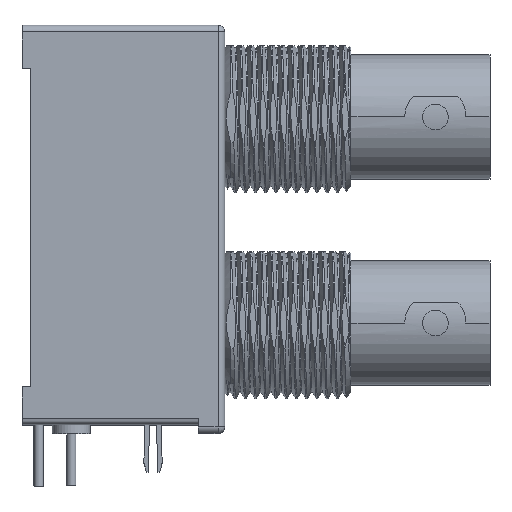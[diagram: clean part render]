
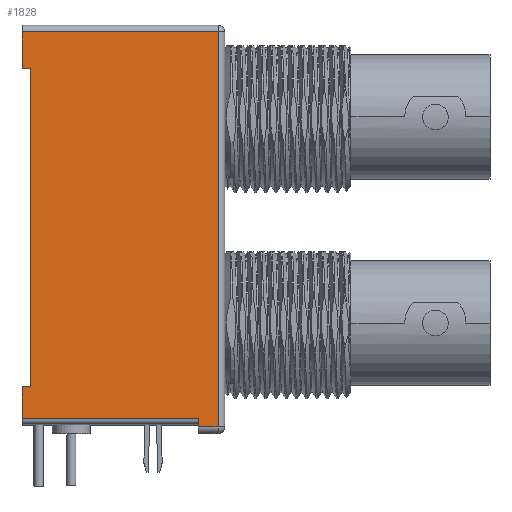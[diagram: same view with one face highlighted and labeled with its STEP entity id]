
A CAD part, top view. The second image highlights one B-rep face of the part: STEP entity #1828.
In plain terms, the highlighted planar face has unit normal (0, 0, 1).
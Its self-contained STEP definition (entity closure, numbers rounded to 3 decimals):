
#41=DIRECTION('',(0.,-1.,0.));
#42=VECTOR('',#41,24.714);
#43=CARTESIAN_POINT('',(0.,12.154,7.2));
#44=LINE('',#43,#42);
#248=DIRECTION('',(0.,1.,0.));
#249=VECTOR('',#248,2.845);
#250=CARTESIAN_POINT('',(-0.635,12.154,7.2));
#251=LINE('',#250,#249);
#355=DIRECTION('',(0.,1.,0.));
#356=VECTOR('',#355,2.438);
#357=CARTESIAN_POINT('',(-0.635,-14.999,7.2));
#358=LINE('',#357,#356);
#364=DIRECTION('',(-1.,0.,0.));
#365=VECTOR('',#364,1.524);
#366=CARTESIAN_POINT('',(14.59,-15.672,7.2));
#367=LINE('',#366,#365);
#368=DIRECTION('',(-1.,0.,0.));
#369=VECTOR('',#368,13.701);
#370=CARTESIAN_POINT('',(13.066,-14.999,7.2));
#371=LINE('',#370,#369);
#372=DIRECTION('',(-1.,0.,0.));
#373=VECTOR('',#372,0.635);
#374=CARTESIAN_POINT('',(0.,12.154,7.2));
#375=LINE('',#374,#373);
#376=DIRECTION('',(1.,0.,0.));
#377=VECTOR('',#376,15.225);
#378=CARTESIAN_POINT('',(-0.635,14.999,7.2));
#379=LINE('',#378,#377);
#380=DIRECTION('',(0.,-1.,0.));
#381=VECTOR('',#380,30.671);
#382=CARTESIAN_POINT('',(14.59,14.999,7.2));
#383=LINE('',#382,#381);
#394=DIRECTION('',(0.,-1.,0.));
#395=VECTOR('',#394,0.673);
#396=CARTESIAN_POINT('',(13.066,-14.999,7.2));
#397=LINE('',#396,#395);
#976=DIRECTION('',(-1.,0.,0.));
#977=VECTOR('',#976,0.635);
#978=CARTESIAN_POINT('',(0.,-12.56,7.2));
#979=LINE('',#978,#977);
#1101=CARTESIAN_POINT('',(14.59,14.999,7.2));
#1102=VERTEX_POINT('',#1101);
#1129=CARTESIAN_POINT('',(-0.635,14.999,7.2));
#1131=VERTEX_POINT('',#1129);
#1141=CARTESIAN_POINT('',(-0.635,12.154,7.2));
#1142=VERTEX_POINT('',#1141);
#1161=CARTESIAN_POINT('',(0.,12.154,7.2));
#1163=VERTEX_POINT('',#1161);
#1173=CARTESIAN_POINT('',(-0.635,-12.56,7.2));
#1175=VERTEX_POINT('',#1173);
#1191=CARTESIAN_POINT('',(0.,-12.56,7.2));
#1193=VERTEX_POINT('',#1191);
#1255=CARTESIAN_POINT('',(13.066,-14.999,7.2));
#1256=CARTESIAN_POINT('',(-0.635,-14.999,7.2));
#1257=VERTEX_POINT('',#1255);
#1258=VERTEX_POINT('',#1256);
#1262=CARTESIAN_POINT('',(13.066,-15.672,7.2));
#1264=VERTEX_POINT('',#1262);
#1265=CARTESIAN_POINT('',(14.59,-15.672,7.2));
#1266=VERTEX_POINT('',#1265);
#1805=CARTESIAN_POINT('',(0.,15.507,7.2));
#1806=DIRECTION('',(0.,0.,1.));
#1807=DIRECTION('',(0.,-1.,0.));
#1808=AXIS2_PLACEMENT_3D('',#1805,#1806,#1807);
#1809=PLANE('',#1808);
#1811=ORIENTED_EDGE('',*,*,#1810,.T.);
#1813=ORIENTED_EDGE('',*,*,#1812,.F.);
#1815=ORIENTED_EDGE('',*,*,#1814,.T.);
#1816=ORIENTED_EDGE('',*,*,#1786,.T.);
#1818=ORIENTED_EDGE('',*,*,#1817,.F.);
#1819=ORIENTED_EDGE('',*,*,#1312,.F.);
#1821=ORIENTED_EDGE('',*,*,#1820,.T.);
#1822=ORIENTED_EDGE('',*,*,#1722,.T.);
#1823=ORIENTED_EDGE('',*,*,#1796,.T.);
#1825=ORIENTED_EDGE('',*,*,#1824,.T.);
#1826=EDGE_LOOP('',(#1811,#1813,#1815,#1816,#1818,#1819,#1821,#1822,#1823,
#1825));
#1827=FACE_OUTER_BOUND('',#1826,.F.);
#1312=EDGE_CURVE('',#1163,#1193,#44,.T.);
#1722=EDGE_CURVE('',#1142,#1131,#251,.T.);
#1786=EDGE_CURVE('',#1258,#1175,#358,.T.);
#1796=EDGE_CURVE('',#1131,#1102,#379,.T.);
#1810=EDGE_CURVE('',#1266,#1264,#367,.T.);
#1812=EDGE_CURVE('',#1257,#1264,#397,.T.);
#1814=EDGE_CURVE('',#1257,#1258,#371,.T.);
#1817=EDGE_CURVE('',#1193,#1175,#979,.T.);
#1820=EDGE_CURVE('',#1163,#1142,#375,.T.);
#1824=EDGE_CURVE('',#1102,#1266,#383,.T.);
#1828=ADVANCED_FACE('',(#1827),#1809,.T.);
